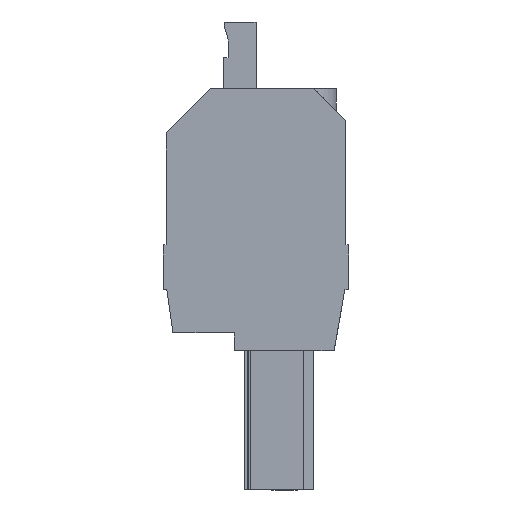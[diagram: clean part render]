
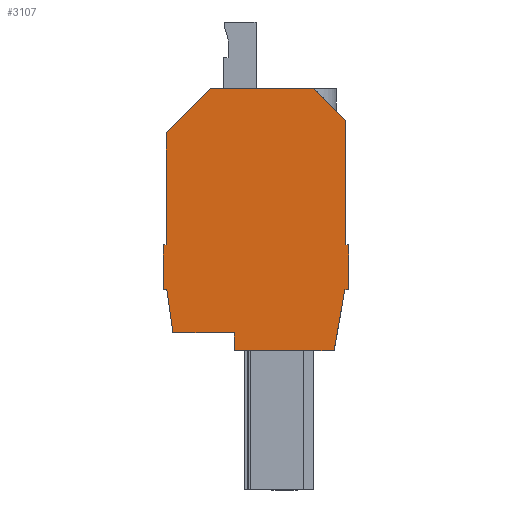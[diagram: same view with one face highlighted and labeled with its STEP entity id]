
A CAD part, left-side view. The second image highlights one B-rep face of the part: STEP entity #3107.
In plain terms, the highlighted planar face has unit normal (-1, 0, 0).
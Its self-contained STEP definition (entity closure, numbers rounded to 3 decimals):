
#3018=AXIS2_PLACEMENT_3D('Plane Axis2P3D',#3015,#3016,#3017) ;
#136=CARTESIAN_POINT('Vertex',(0.,20.3,39.764)) ;
#152=CARTESIAN_POINT('Vertex',(0.,20.3,27.3)) ;
#155=CARTESIAN_POINT('Line Origine',(0.,20.3,33.532)) ;
#304=CARTESIAN_POINT('Vertex',(0.,0.3,27.3)) ;
#572=CARTESIAN_POINT('Vertex',(0.,0.3,41.114)) ;
#575=CARTESIAN_POINT('Line Origine',(0.,0.3,34.207)) ;
#2355=CARTESIAN_POINT('Vertex',(0.,0.404,22.3)) ;
#2358=CARTESIAN_POINT('Line Origine',(0.,1.004,18.9)) ;
#2362=CARTESIAN_POINT('Vertex',(0.,1.603,15.5)) ;
#2413=CARTESIAN_POINT('Vertex',(0.,19.557,17.5)) ;
#2416=CARTESIAN_POINT('Line Origine',(0.,19.895,19.9)) ;
#2420=CARTESIAN_POINT('Vertex',(0.,20.232,22.3)) ;
#2880=CARTESIAN_POINT('Vertex',(0.,3.886,44.7)) ;
#2883=CARTESIAN_POINT('Line Origine',(0.,2.093,42.907)) ;
#3015=CARTESIAN_POINT('Axis2P3D Location',(0.,0.,0.)) ;
#3020=CARTESIAN_POINT('Line Origine',(0.,20.6,24.8)) ;
#3024=CARTESIAN_POINT('Vertex',(0.,20.6,27.3)) ;
#3026=CARTESIAN_POINT('Vertex',(0.,20.6,22.3)) ;
#3029=CARTESIAN_POINT('Line Origine',(0.,20.416,22.3)) ;
#3034=CARTESIAN_POINT('Line Origine',(0.,16.14,17.5)) ;
#3038=CARTESIAN_POINT('Vertex',(0.,12.723,17.5)) ;
#3041=CARTESIAN_POINT('Line Origine',(0.,12.723,16.5)) ;
#3045=CARTESIAN_POINT('Vertex',(0.,12.723,15.5)) ;
#3048=CARTESIAN_POINT('Line Origine',(0.,7.163,15.5)) ;
#3053=CARTESIAN_POINT('Line Origine',(0.,0.202,22.3)) ;
#3057=CARTESIAN_POINT('Vertex',(0.,0.,22.3)) ;
#3060=CARTESIAN_POINT('Line Origine',(0.,0.,24.8)) ;
#3064=CARTESIAN_POINT('Vertex',(0.,0.,27.3)) ;
#3067=CARTESIAN_POINT('Line Origine',(0.,0.15,27.3)) ;
#3072=CARTESIAN_POINT('Line Origine',(0.,9.625,44.7)) ;
#3076=CARTESIAN_POINT('Vertex',(0.,15.364,44.7)) ;
#3079=CARTESIAN_POINT('Line Origine',(0.,17.832,42.232)) ;
#3084=CARTESIAN_POINT('Line Origine',(0.,20.45,27.3)) ;
#156=DIRECTION('Vector Direction',(0.,0.,1.)) ;
#576=DIRECTION('Vector Direction',(0.,0.,-1.)) ;
#2359=DIRECTION('Vector Direction',(0.,0.174,-0.985)) ;
#2417=DIRECTION('Vector Direction',(0.,-0.139,-0.99)) ;
#2884=DIRECTION('Vector Direction',(0.,0.707,0.707)) ;
#3016=DIRECTION('Axis2P3D Direction',(-1.,0.,0.)) ;
#3017=DIRECTION('Axis2P3D XDirection',(0.,0.,1.)) ;
#3021=DIRECTION('Vector Direction',(0.,0.,-1.)) ;
#3030=DIRECTION('Vector Direction',(0.,-1.,0.)) ;
#3035=DIRECTION('Vector Direction',(0.,-1.,0.)) ;
#3042=DIRECTION('Vector Direction',(0.,0.,-1.)) ;
#3049=DIRECTION('Vector Direction',(0.,-1.,0.)) ;
#3054=DIRECTION('Vector Direction',(0.,-1.,0.)) ;
#3061=DIRECTION('Vector Direction',(0.,0.,1.)) ;
#3068=DIRECTION('Vector Direction',(0.,1.,0.)) ;
#3073=DIRECTION('Vector Direction',(0.,1.,0.)) ;
#3080=DIRECTION('Vector Direction',(0.,0.707,-0.707)) ;
#3085=DIRECTION('Vector Direction',(0.,1.,0.)) ;
#157=VECTOR('Line Direction',#156,1.) ;
#577=VECTOR('Line Direction',#576,1.) ;
#2360=VECTOR('Line Direction',#2359,1.) ;
#2418=VECTOR('Line Direction',#2417,1.) ;
#2885=VECTOR('Line Direction',#2884,1.) ;
#3022=VECTOR('Line Direction',#3021,1.) ;
#3031=VECTOR('Line Direction',#3030,1.) ;
#3036=VECTOR('Line Direction',#3035,1.) ;
#3043=VECTOR('Line Direction',#3042,1.) ;
#3050=VECTOR('Line Direction',#3049,1.) ;
#3055=VECTOR('Line Direction',#3054,1.) ;
#3062=VECTOR('Line Direction',#3061,1.) ;
#3069=VECTOR('Line Direction',#3068,1.) ;
#3074=VECTOR('Line Direction',#3073,1.) ;
#3081=VECTOR('Line Direction',#3080,1.) ;
#3086=VECTOR('Line Direction',#3085,1.) ;
#3090=ORIENTED_EDGE('',*,*,#3028,.T.) ;
#3091=ORIENTED_EDGE('',*,*,#3033,.T.) ;
#3092=ORIENTED_EDGE('',*,*,#2422,.T.) ;
#3093=ORIENTED_EDGE('',*,*,#3040,.T.) ;
#3094=ORIENTED_EDGE('',*,*,#3047,.T.) ;
#3095=ORIENTED_EDGE('',*,*,#3052,.T.) ;
#3096=ORIENTED_EDGE('',*,*,#2364,.T.) ;
#3097=ORIENTED_EDGE('',*,*,#3059,.T.) ;
#3098=ORIENTED_EDGE('',*,*,#3066,.T.) ;
#3099=ORIENTED_EDGE('',*,*,#3071,.T.) ;
#3100=ORIENTED_EDGE('',*,*,#579,.T.) ;
#3101=ORIENTED_EDGE('',*,*,#2887,.T.) ;
#3102=ORIENTED_EDGE('',*,*,#3078,.T.) ;
#3103=ORIENTED_EDGE('',*,*,#3083,.T.) ;
#3104=ORIENTED_EDGE('',*,*,#159,.T.) ;
#3105=ORIENTED_EDGE('',*,*,#3088,.T.) ;
#3107=ADVANCED_FACE('housing',(#3106),#3019,.T.) ;
#159=EDGE_CURVE('',#137,#153,#158,.F.) ;
#579=EDGE_CURVE('',#305,#573,#578,.F.) ;
#2364=EDGE_CURVE('',#2363,#2356,#2361,.F.) ;
#2422=EDGE_CURVE('',#2421,#2414,#2419,.T.) ;
#2887=EDGE_CURVE('',#573,#2881,#2886,.T.) ;
#3028=EDGE_CURVE('',#3025,#3027,#3023,.T.) ;
#3033=EDGE_CURVE('',#3027,#2421,#3032,.T.) ;
#3040=EDGE_CURVE('',#2414,#3039,#3037,.T.) ;
#3047=EDGE_CURVE('',#3039,#3046,#3044,.T.) ;
#3052=EDGE_CURVE('',#3046,#2363,#3051,.T.) ;
#3059=EDGE_CURVE('',#2356,#3058,#3056,.T.) ;
#3066=EDGE_CURVE('',#3058,#3065,#3063,.T.) ;
#3071=EDGE_CURVE('',#3065,#305,#3070,.T.) ;
#3078=EDGE_CURVE('',#2881,#3077,#3075,.T.) ;
#3083=EDGE_CURVE('',#3077,#137,#3082,.T.) ;
#3088=EDGE_CURVE('',#153,#3025,#3087,.T.) ;
#3089=EDGE_LOOP('',(#3090,#3091,#3092,#3093,#3094,#3095,#3096,#3097,#3098,#3099,#3100,#3101,#3102,#3103,#3104,#3105)) ;
#3106=FACE_OUTER_BOUND('',#3089,.T.) ;
#158=LINE('Line',#155,#157) ;
#578=LINE('Line',#575,#577) ;
#2361=LINE('Line',#2358,#2360) ;
#2419=LINE('Line',#2416,#2418) ;
#2886=LINE('Line',#2883,#2885) ;
#3023=LINE('Line',#3020,#3022) ;
#3032=LINE('Line',#3029,#3031) ;
#3037=LINE('Line',#3034,#3036) ;
#3044=LINE('Line',#3041,#3043) ;
#3051=LINE('Line',#3048,#3050) ;
#3056=LINE('Line',#3053,#3055) ;
#3063=LINE('Line',#3060,#3062) ;
#3070=LINE('Line',#3067,#3069) ;
#3075=LINE('Line',#3072,#3074) ;
#3082=LINE('Line',#3079,#3081) ;
#3087=LINE('Line',#3084,#3086) ;
#3019=PLANE('',#3018) ;
#137=VERTEX_POINT('',#136) ;
#153=VERTEX_POINT('',#152) ;
#305=VERTEX_POINT('',#304) ;
#573=VERTEX_POINT('',#572) ;
#2356=VERTEX_POINT('',#2355) ;
#2363=VERTEX_POINT('',#2362) ;
#2414=VERTEX_POINT('',#2413) ;
#2421=VERTEX_POINT('',#2420) ;
#2881=VERTEX_POINT('',#2880) ;
#3025=VERTEX_POINT('',#3024) ;
#3027=VERTEX_POINT('',#3026) ;
#3039=VERTEX_POINT('',#3038) ;
#3046=VERTEX_POINT('',#3045) ;
#3058=VERTEX_POINT('',#3057) ;
#3065=VERTEX_POINT('',#3064) ;
#3077=VERTEX_POINT('',#3076) ;
